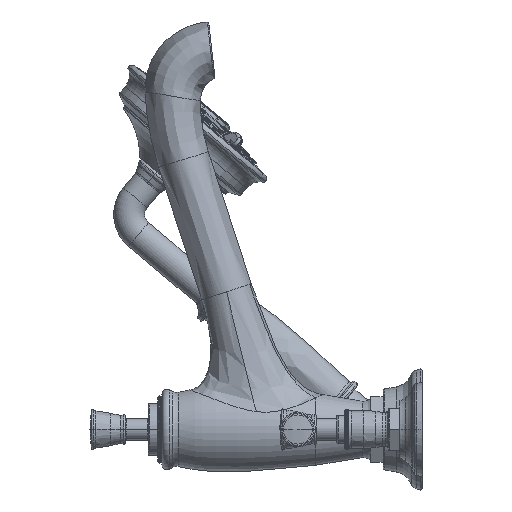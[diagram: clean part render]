
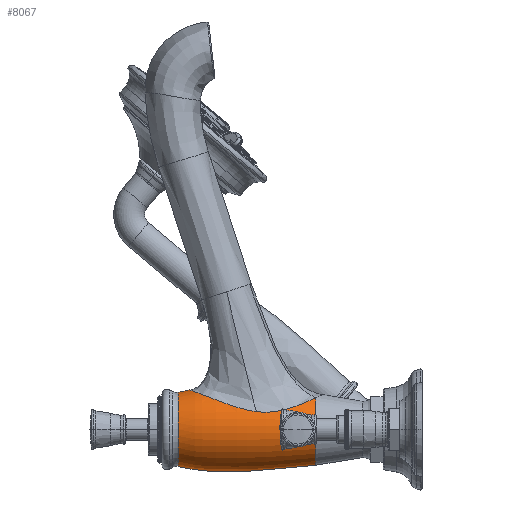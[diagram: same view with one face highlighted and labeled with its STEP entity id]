
A CAD part, left-side view. The second image highlights one B-rep face of the part: STEP entity #8067.
In plain terms, the highlighted face is a revolution surface.
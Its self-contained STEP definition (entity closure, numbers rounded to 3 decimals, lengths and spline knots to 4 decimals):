
#3959=CARTESIAN_POINT('',(0.,5.8576,0.));
#3960=DIRECTION('',(0.,1.,0.));
#3961=DIRECTION('',(0.,0.,-1.));
#3962=AXIS2_PLACEMENT_3D('',#3959,#3960,#3961);
#3964=CARTESIAN_POINT('',(0.,2.558,0.));
#3965=DIRECTION('',(0.,-1.,0.));
#3966=DIRECTION('',(-0.472,0.,0.881));
#3967=AXIS2_PLACEMENT_3D('',#3964,#3965,#3966);
#3969=CARTESIAN_POINT('',(0.,2.558,-0.8618));
#3970=CARTESIAN_POINT('',(0.,2.7809,-0.8886));
#3971=CARTESIAN_POINT('',(0.,3.5488,-0.9766));
#3972=CARTESIAN_POINT('',(0.,4.6542,-1.0465));
#3973=CARTESIAN_POINT('',(0.,5.525,-0.9775));
#3974=CARTESIAN_POINT('',(0.,5.8576,-0.8917));
#3976=CARTESIAN_POINT('',(0.,5.8576,0.8917));
#3977=CARTESIAN_POINT('',(0.,5.7667,0.9152));
#3978=CARTESIAN_POINT('',(0.,5.6759,0.9342));
#3979=CARTESIAN_POINT('',(0.,5.5851,0.9496));
#3981=CARTESIAN_POINT('',(-0.9,3.9851,0.4275));
#3982=CARTESIAN_POINT('',(-0.9,3.9554,
0.4237));
#3983=CARTESIAN_POINT('',(-0.8991,3.8969,
0.4176));
#3984=CARTESIAN_POINT('',(-0.8951,3.8122,
0.4131));
#3985=CARTESIAN_POINT('',(-0.8889,3.7294,
0.4129));
#3986=CARTESIAN_POINT('',(-0.8801,3.6469,
0.417));
#3987=CARTESIAN_POINT('',(-0.8685,3.5627,
0.4255));
#3988=CARTESIAN_POINT('',(-0.8538,3.4763,
0.4386));
#3989=CARTESIAN_POINT('',(-0.8354,3.3873,
0.4564));
#3990=CARTESIAN_POINT('',(-0.8128,3.2956,
0.4788));
#3991=CARTESIAN_POINT('',(-0.7855,3.2017,
0.5056));
#3992=CARTESIAN_POINT('',(-0.7533,3.1071,
0.5361));
#3993=CARTESIAN_POINT('',(-0.7163,3.014,
0.5689));
#3994=CARTESIAN_POINT('',(-0.6752,2.925,
0.6026));
#3995=CARTESIAN_POINT('',(-0.6312,2.8428,
0.6355));
#3996=CARTESIAN_POINT('',(-0.586,2.7692,
0.6662));
#3997=CARTESIAN_POINT('',(-0.5405,2.7045,
0.6941));
#3998=CARTESIAN_POINT('',(-0.4953,2.648,
0.7189));
#3999=CARTESIAN_POINT('',(-0.4507,2.5992,
0.7408));
#4000=CARTESIAN_POINT('',(-0.4214,2.571,
0.7536));
#4001=CARTESIAN_POINT('',(-0.407,2.558,
0.7596));
#4008=CARTESIAN_POINT('',(0.,5.5851,0.9496));
#4013=CARTESIAN_POINT('',(0.,5.5851,0.9496));
#4014=CARTESIAN_POINT('',(-0.0123,5.5851,
0.9496));
#4015=CARTESIAN_POINT('',(-0.0372,5.5842,
0.9492));
#4016=CARTESIAN_POINT('',(-0.0748,5.58,
0.9477));
#4017=CARTESIAN_POINT('',(-0.1127,5.573,
0.9451));
#4018=CARTESIAN_POINT('',(-0.1509,5.5629,
0.9415));
#4019=CARTESIAN_POINT('',(-0.1897,5.5497,
0.9366));
#4020=CARTESIAN_POINT('',(-0.2292,5.5329,
0.9305));
#4021=CARTESIAN_POINT('',(-0.2693,5.5124,
0.923));
#4022=CARTESIAN_POINT('',(-0.3103,5.4877,
0.9138));
#4023=CARTESIAN_POINT('',(-0.3521,5.4583,
0.9029));
#4024=CARTESIAN_POINT('',(-0.3947,5.4238,
0.8901));
#4025=CARTESIAN_POINT('',(-0.4382,5.3836,
0.875));
#4026=CARTESIAN_POINT('',(-0.4824,5.3369,
0.8574));
#4027=CARTESIAN_POINT('',(-0.527,5.2833,
0.8371));
#4028=CARTESIAN_POINT('',(-0.572,5.2219,
0.8136));
#4029=CARTESIAN_POINT('',(-0.6169,5.1518,
0.7867));
#4030=CARTESIAN_POINT('',(-0.6613,5.0723,
0.7562));
#4031=CARTESIAN_POINT('',(-0.7048,4.9826,
0.7217));
#4032=CARTESIAN_POINT('',(-0.7461,4.8829,
0.6839));
#4033=CARTESIAN_POINT('',(-0.7842,4.7737,
0.6434));
#4034=CARTESIAN_POINT('',(-0.8182,4.6562,
0.6015));
#4035=CARTESIAN_POINT('',(-0.8466,4.5332,
0.5599));
#4036=CARTESIAN_POINT('',(-0.8686,4.4104,
0.5215));
#4037=CARTESIAN_POINT('',(-0.8841,4.2918,
0.4882));
#4038=CARTESIAN_POINT('',(-0.8939,4.1809,
0.4613));
#4039=CARTESIAN_POINT('',(-0.899,4.0788,
0.441));
#4040=CARTESIAN_POINT('',(-0.9,4.0154,
0.4314));
#4041=CARTESIAN_POINT('',(-0.9,3.9851,0.4275));
#5398=VERTEX_POINT('',#4008);
#5401=VERTEX_POINT('',#3969);
#5402=VERTEX_POINT('',#3974);
#5403=VERTEX_POINT('',#3981);
#5404=VERTEX_POINT('',#4001);
#5405=VERTEX_POINT('',#3976);
#8043=CARTESIAN_POINT('',(0.,5.8576,-0.8917));
#8044=CARTESIAN_POINT('',(0.,5.525,-0.9775));
#8045=CARTESIAN_POINT('',(0.,4.6542,-1.0465));
#8046=CARTESIAN_POINT('',(0.,3.5488,-0.9766));
#8047=CARTESIAN_POINT('',(0.,2.7809,-0.8886));
#8048=CARTESIAN_POINT('',(0.,2.558,-0.8618));
#8050=CARTESIAN_POINT('',(0.,6.5192,0.));
#8051=DIRECTION('',(0.,-1.,0.));
#8052=AXIS1_PLACEMENT('',#8050,#8051);
#8053=SURFACE_OF_REVOLUTION('',#8049,#8052);
#8055=ORIENTED_EDGE('',*,*,#8054,.T.);
#8057=ORIENTED_EDGE('',*,*,#8056,.T.);
#8059=ORIENTED_EDGE('',*,*,#8058,.T.);
#8060=ORIENTED_EDGE('',*,*,#8038,.T.);
#8062=ORIENTED_EDGE('',*,*,#8061,.T.);
#8064=ORIENTED_EDGE('',*,*,#8063,.T.);
#8065=EDGE_LOOP('',(#8055,#8057,#8059,#8060,#8062,#8064));
#8066=FACE_OUTER_BOUND('',#8065,.F.);
#8067=ADVANCED_FACE('',(#8066),#8053,.T.);
#3963=CIRCLE('',#3962,0.8917);
#3968=CIRCLE('',#3967,0.8618);
#3975=B_SPLINE_CURVE_WITH_KNOTS('',3,(#3969,#3970,#3971,#3972,#3973,#3974),
.UNSPECIFIED.,.F.,.F.,(4,1,1,4),(0.,0.2027,0.6966,1.),
.UNSPECIFIED.);
#3980=B_SPLINE_CURVE_WITH_KNOTS('',3,(#3976,#3977,#3978,#3979),.UNSPECIFIED.,
.F.,.F.,(4,4),(0.,1.),.UNSPECIFIED.);
#4002=B_SPLINE_CURVE_WITH_KNOTS('',3,(#3981,#3982,#3983,#3984,#3985,#3986,#3987,
#3988,#3989,#3990,#3991,#3992,#3993,#3994,#3995,#3996,#3997,#3998,#3999,#4000,
#4001),.UNSPECIFIED.,.F.,.F.,(4,1,1,1,1,1,1,1,1,1,1,1,1,1,1,1,1,1,4),(0.,
0.0556,0.1111,0.1667,0.2222,
0.2778,0.3333,0.3889,0.4444,0.5,
0.5556,0.6111,0.6667,0.7222,
0.7778,0.8333,0.8889,0.9444,1.),
.UNSPECIFIED.);
#4042=B_SPLINE_CURVE_WITH_KNOTS('',3,(#4013,#4014,#4015,#4016,#4017,#4018,#4019,
#4020,#4021,#4022,#4023,#4024,#4025,#4026,#4027,#4028,#4029,#4030,#4031,#4032,
#4033,#4034,#4035,#4036,#4037,#4038,#4039,#4040,#4041),.UNSPECIFIED.,.F.,.F.,(4,
1,1,1,1,1,1,1,1,1,1,1,1,1,1,1,1,1,1,1,1,1,1,1,1,1,4),(0.,0.0385,
0.0769,0.1154,0.1538,0.1923,
0.2308,0.2692,0.3077,0.3462,
0.3846,0.4231,0.4615,0.5,0.5385,
0.5769,0.6154,0.6538,0.6923,
0.7308,0.7692,0.8077,0.8462,
0.8846,0.9231,0.9615,1.),.UNSPECIFIED.);
#8038=EDGE_CURVE('',#5402,#5405,#3963,.T.);
#8049=B_SPLINE_CURVE_WITH_KNOTS('',3,(#8043,#8044,#8045,#8046,#8047,#8048),
.UNSPECIFIED.,.F.,.F.,(4,1,1,4),(0.,0.3034,0.7973,1.),
.UNSPECIFIED.);
#8054=EDGE_CURVE('',#5403,#5404,#4002,.T.);
#8056=EDGE_CURVE('',#5404,#5401,#3968,.T.);
#8058=EDGE_CURVE('',#5401,#5402,#3975,.T.);
#8061=EDGE_CURVE('',#5405,#5398,#3980,.T.);
#8063=EDGE_CURVE('',#5398,#5403,#4042,.T.);
